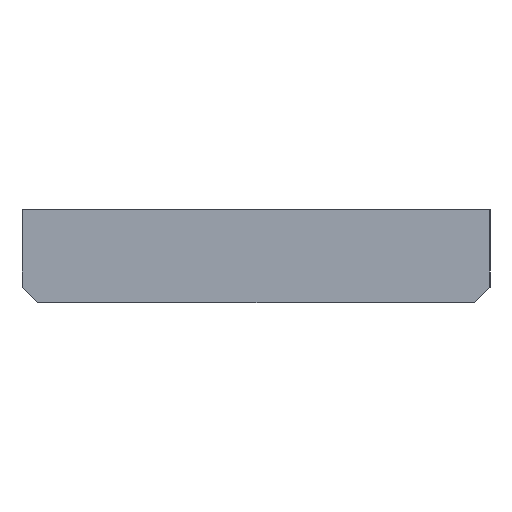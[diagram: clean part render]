
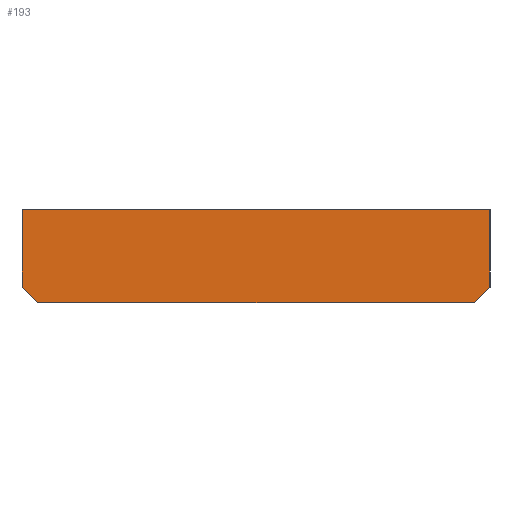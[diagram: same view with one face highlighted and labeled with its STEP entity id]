
A CAD part, left-side view. The second image highlights one B-rep face of the part: STEP entity #193.
In plain terms, the highlighted planar face has unit normal (-1, 0, 0).
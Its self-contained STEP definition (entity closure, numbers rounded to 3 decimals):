
#33=FACE_OUTER_BOUND('',#45,.T.);
#45=EDGE_LOOP('',(#165,#166,#167,#168,#169,#170));
#49=LINE('',#277,#69);
#55=LINE('',#288,#75);
#61=LINE('',#304,#81);
#63=LINE('',#308,#83);
#66=LINE('',#319,#86);
#68=LINE('',#322,#88);
#69=VECTOR('',#227,10.);
#75=VECTOR('',#235,10.);
#81=VECTOR('',#249,10.);
#83=VECTOR('',#253,10.);
#86=VECTOR('',#266,10.);
#88=VECTOR('',#270,10.);
#89=VERTEX_POINT('',#275);
#90=VERTEX_POINT('',#276);
#94=VERTEX_POINT('',#286);
#100=VERTEX_POINT('',#302);
#101=VERTEX_POINT('',#306);
#104=VERTEX_POINT('',#318);
#105=EDGE_CURVE('',#89,#90,#49,.T.);
#111=EDGE_CURVE('',#89,#94,#55,.T.);
#119=EDGE_CURVE('',#100,#94,#61,.T.);
#121=EDGE_CURVE('',#100,#101,#63,.T.);
#126=EDGE_CURVE('',#90,#104,#66,.T.);
#128=EDGE_CURVE('',#104,#101,#68,.T.);
#165=ORIENTED_EDGE('',*,*,#105,.F.);
#166=ORIENTED_EDGE('',*,*,#111,.T.);
#167=ORIENTED_EDGE('',*,*,#119,.F.);
#168=ORIENTED_EDGE('',*,*,#121,.T.);
#169=ORIENTED_EDGE('',*,*,#128,.F.);
#170=ORIENTED_EDGE('',*,*,#126,.F.);
#183=PLANE('',#221);
#193=ADVANCED_FACE('',(#33),#183,.T.);
#221=AXIS2_PLACEMENT_3D('',#321,#268,#269);
#227=DIRECTION('',(0.,0.707,0.707));
#235=DIRECTION('',(0.,-1.,0.));
#249=DIRECTION('',(0.,0.707,-0.707));
#253=DIRECTION('',(0.,0.,1.));
#266=DIRECTION('',(0.,0.,1.));
#268=DIRECTION('center_axis',(-1.,0.,0.));
#269=DIRECTION('ref_axis',(0.,-1.,0.));
#270=DIRECTION('',(0.,-1.,0.));
#275=CARTESIAN_POINT('',(0.,14.5,0.));
#276=CARTESIAN_POINT('',(0.,15.,0.5));
#277=CARTESIAN_POINT('',(0.,14.75,0.25));
#286=CARTESIAN_POINT('',(0.,0.5,0.));
#288=CARTESIAN_POINT('',(0.,15.,0.));
#302=CARTESIAN_POINT('',(0.,0.,0.5));
#304=CARTESIAN_POINT('',(0.,4.,-3.5));
#306=CARTESIAN_POINT('',(0.,0.,3.));
#308=CARTESIAN_POINT('',(0.,0.,0.));
#318=CARTESIAN_POINT('',(0.,15.,3.));
#319=CARTESIAN_POINT('',(0.,15.,0.));
#321=CARTESIAN_POINT('Origin',(0.,15.,0.));
#322=CARTESIAN_POINT('',(0.,15.,3.));
